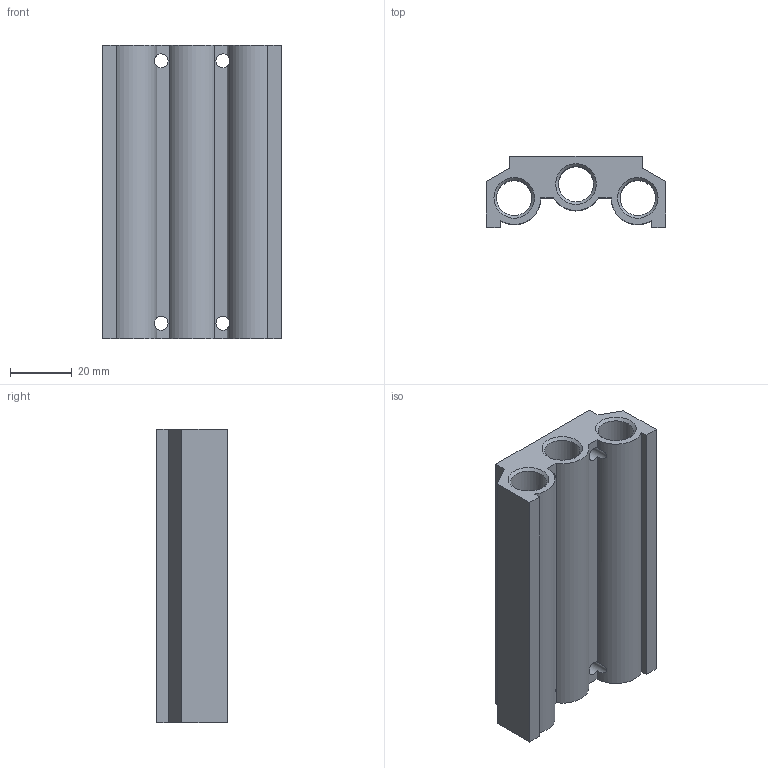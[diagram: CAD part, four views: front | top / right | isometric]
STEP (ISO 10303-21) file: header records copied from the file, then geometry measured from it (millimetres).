
FILE_DESCRIPTION(/* description */ ('STEP AP203'),/* implementation_level */ '2;1');
FILE_NAME(/* name */ 'V521-4F',/* time_stamp */ '2024-05-15T08:32:08+02:00',/* author */ ('License CC BY-ND 4.0'),/* organization */ ('CADENAS'),/* preprocessor_version */ 'ST-DEVELOPER v19.3',/* originating_system */ 'PARTsolutions',/* authorisation */ ' ');
FILE_SCHEMA (('CONFIG_CONTROL_DESIGN'));
Length unit declared in the file: millimetre
Products named in the file (1): V521-4F
Bounding box: 58 x 23 x 95 mm (x, y, z)
Volume: 60261.9 mm3; surface area: 30653.5 mm2
Topology: 1 solids, 1 shells, 74 faces, 212 edges, 136 vertices
Faces by surface type: cylinder 30, plane 23, cone 21
Full cylindrical faces by diameter (mm): 2.459 x8, 4.5 x4, 8 x12, 11.445 x3
Entity records: 2258 total; most frequent: CARTESIAN_POINT 533, DIRECTION 342, ORIENTED_EDGE 278, FACE_BOUND 164, EDGE_LOOP 156, AXIS2_PLACEMENT_3D 144, EDGE_CURVE 139, VERTEX_POINT 119
